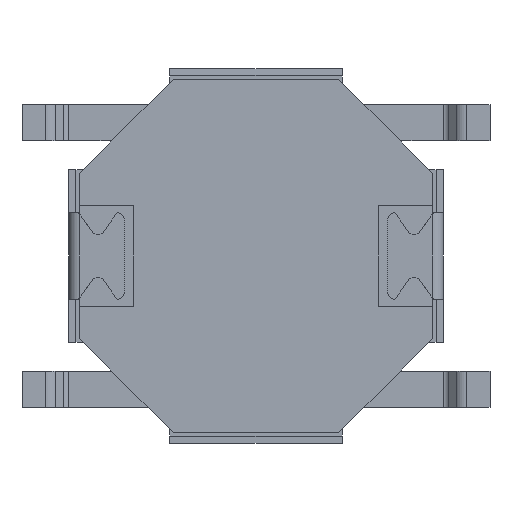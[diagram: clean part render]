
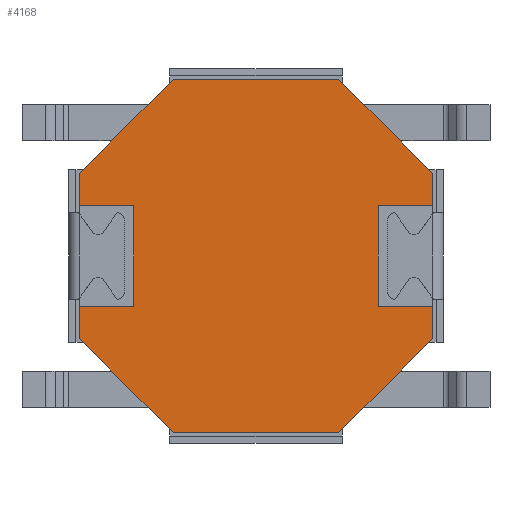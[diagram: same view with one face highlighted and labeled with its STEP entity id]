
A CAD part, front view. The second image highlights one B-rep face of the part: STEP entity #4168.
In plain terms, the highlighted face is planar.
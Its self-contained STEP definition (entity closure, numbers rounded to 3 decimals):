
#3659=DIRECTION('',(0.,1.,0.));
#3660=VECTOR('',#3659,0.75);
#3661=CARTESIAN_POINT('',(-0.7,-2.45,0.));
#3662=LINE('',#3661,#3660);
#3671=DIRECTION('',(1.,0.,0.));
#3672=VECTOR('',#3671,0.45);
#3673=CARTESIAN_POINT('',(-1.15,-2.45,0.));
#3674=LINE('',#3673,#3672);
#3679=DIRECTION('',(1.,0.,0.));
#3680=VECTOR('',#3679,0.45);
#3681=CARTESIAN_POINT('',(0.7,-2.45,0.));
#3682=LINE('',#3681,#3680);
#3683=DIRECTION('',(-0.707,-0.707,0.));
#3684=VECTOR('',#3683,1.838);
#3685=CARTESIAN_POINT('',(2.45,-1.15,0.));
#3686=LINE('',#3685,#3684);
#3687=DIRECTION('',(0.707,-0.707,0.));
#3688=VECTOR('',#3687,1.838);
#3689=CARTESIAN_POINT('',(1.15,2.45,0.));
#3690=LINE('',#3689,#3688);
#3691=DIRECTION('',(0.707,0.707,0.));
#3692=VECTOR('',#3691,1.838);
#3693=CARTESIAN_POINT('',(-2.45,1.15,0.));
#3694=LINE('',#3693,#3692);
#3695=DIRECTION('',(-0.707,0.707,0.));
#3696=VECTOR('',#3695,1.838);
#3697=CARTESIAN_POINT('',(-1.15,-2.45,0.));
#3698=LINE('',#3697,#3696);
#3703=DIRECTION('',(1.,0.,0.));
#3704=VECTOR('',#3703,1.4);
#3705=CARTESIAN_POINT('',(-0.7,-1.7,0.));
#3706=LINE('',#3705,#3704);
#3719=DIRECTION('',(0.,-1.,0.));
#3720=VECTOR('',#3719,0.75);
#3721=CARTESIAN_POINT('',(0.7,-1.7,0.));
#3722=LINE('',#3721,#3720);
#3773=DIRECTION('',(-1.,0.,0.));
#3774=VECTOR('',#3773,0.45);
#3775=CARTESIAN_POINT('',(1.15,2.45,0.));
#3776=LINE('',#3775,#3774);
#3781=DIRECTION('',(-1.,0.,0.));
#3782=VECTOR('',#3781,0.45);
#3783=CARTESIAN_POINT('',(-0.7,2.45,0.));
#3784=LINE('',#3783,#3782);
#3789=DIRECTION('',(0.,-1.,0.));
#3790=VECTOR('',#3789,0.75);
#3791=CARTESIAN_POINT('',(0.7,2.45,0.));
#3792=LINE('',#3791,#3790);
#3805=DIRECTION('',(-1.,0.,0.));
#3806=VECTOR('',#3805,1.4);
#3807=CARTESIAN_POINT('',(0.7,1.7,0.));
#3808=LINE('',#3807,#3806);
#3821=DIRECTION('',(0.,1.,0.));
#3822=VECTOR('',#3821,0.75);
#3823=CARTESIAN_POINT('',(-0.7,1.7,0.));
#3824=LINE('',#3823,#3822);
#3833=DIRECTION('',(0.,1.,0.));
#3834=VECTOR('',#3833,2.3);
#3835=CARTESIAN_POINT('',(2.45,-1.15,0.));
#3836=LINE('',#3835,#3834);
#3845=DIRECTION('',(0.,-1.,0.));
#3846=VECTOR('',#3845,2.3);
#3847=CARTESIAN_POINT('',(-2.45,1.15,0.));
#3848=LINE('',#3847,#3846);
#3976=CARTESIAN_POINT('',(-0.7,-1.7,0.));
#3978=VERTEX_POINT('',#3976);
#3981=CARTESIAN_POINT('',(0.7,-1.7,0.));
#3982=VERTEX_POINT('',#3981);
#3987=CARTESIAN_POINT('',(0.7,1.7,0.));
#3988=VERTEX_POINT('',#3987);
#3989=CARTESIAN_POINT('',(-0.7,1.7,0.));
#3990=VERTEX_POINT('',#3989);
#4032=CARTESIAN_POINT('',(2.45,1.15,0.));
#4034=VERTEX_POINT('',#4032);
#4037=CARTESIAN_POINT('',(2.45,-1.15,0.));
#4038=VERTEX_POINT('',#4037);
#4040=CARTESIAN_POINT('',(-2.45,-1.15,0.));
#4042=VERTEX_POINT('',#4040);
#4045=CARTESIAN_POINT('',(-2.45,1.15,0.));
#4046=VERTEX_POINT('',#4045);
#4049=CARTESIAN_POINT('',(-0.7,-2.45,0.));
#4050=VERTEX_POINT('',#4049);
#4053=CARTESIAN_POINT('',(0.7,-2.45,0.));
#4054=VERTEX_POINT('',#4053);
#4057=CARTESIAN_POINT('',(-0.7,2.45,0.));
#4058=VERTEX_POINT('',#4057);
#4061=CARTESIAN_POINT('',(0.7,2.45,0.));
#4062=VERTEX_POINT('',#4061);
#4063=CARTESIAN_POINT('',(1.15,-2.45,0.));
#4064=VERTEX_POINT('',#4063);
#4069=CARTESIAN_POINT('',(-1.15,-2.45,0.));
#4070=VERTEX_POINT('',#4069);
#4071=CARTESIAN_POINT('',(-1.15,2.45,0.));
#4072=VERTEX_POINT('',#4071);
#4077=CARTESIAN_POINT('',(1.15,2.45,0.));
#4078=VERTEX_POINT('',#4077);
#4132=CARTESIAN_POINT('',(0.,0.,0.));
#4133=DIRECTION('',(0.,0.,1.));
#4134=DIRECTION('',(-1.,0.,0.));
#4135=AXIS2_PLACEMENT_3D('',#4132,#4133,#4134);
#4136=PLANE('',#4135);
#4137=ORIENTED_EDGE('',*,*,#4088,.T.);
#4139=ORIENTED_EDGE('',*,*,#4138,.T.);
#4141=ORIENTED_EDGE('',*,*,#4140,.T.);
#4142=ORIENTED_EDGE('',*,*,#4124,.T.);
#4144=ORIENTED_EDGE('',*,*,#4143,.F.);
#4146=ORIENTED_EDGE('',*,*,#4145,.T.);
#4148=ORIENTED_EDGE('',*,*,#4147,.F.);
#4150=ORIENTED_EDGE('',*,*,#4149,.T.);
#4152=ORIENTED_EDGE('',*,*,#4151,.T.);
#4154=ORIENTED_EDGE('',*,*,#4153,.T.);
#4156=ORIENTED_EDGE('',*,*,#4155,.T.);
#4158=ORIENTED_EDGE('',*,*,#4157,.T.);
#4160=ORIENTED_EDGE('',*,*,#4159,.F.);
#4162=ORIENTED_EDGE('',*,*,#4161,.T.);
#4164=ORIENTED_EDGE('',*,*,#4163,.F.);
#4165=ORIENTED_EDGE('',*,*,#4116,.T.);
#4166=EDGE_LOOP('',(#4137,#4139,#4141,#4142,#4144,#4146,#4148,#4150,#4152,#4154,
#4156,#4158,#4160,#4162,#4164,#4165));
#4167=FACE_OUTER_BOUND('',#4166,.F.);
#4088=EDGE_CURVE('',#4050,#3978,#3662,.T.);
#4116=EDGE_CURVE('',#4070,#4050,#3674,.T.);
#4124=EDGE_CURVE('',#4054,#4064,#3682,.T.);
#4138=EDGE_CURVE('',#3978,#3982,#3706,.T.);
#4140=EDGE_CURVE('',#3982,#4054,#3722,.T.);
#4143=EDGE_CURVE('',#4038,#4064,#3686,.T.);
#4145=EDGE_CURVE('',#4038,#4034,#3836,.T.);
#4147=EDGE_CURVE('',#4078,#4034,#3690,.T.);
#4149=EDGE_CURVE('',#4078,#4062,#3776,.T.);
#4151=EDGE_CURVE('',#4062,#3988,#3792,.T.);
#4153=EDGE_CURVE('',#3988,#3990,#3808,.T.);
#4155=EDGE_CURVE('',#3990,#4058,#3824,.T.);
#4157=EDGE_CURVE('',#4058,#4072,#3784,.T.);
#4159=EDGE_CURVE('',#4046,#4072,#3694,.T.);
#4161=EDGE_CURVE('',#4046,#4042,#3848,.T.);
#4163=EDGE_CURVE('',#4070,#4042,#3698,.T.);
#4168=ADVANCED_FACE('',(#4167),#4136,.F.);
